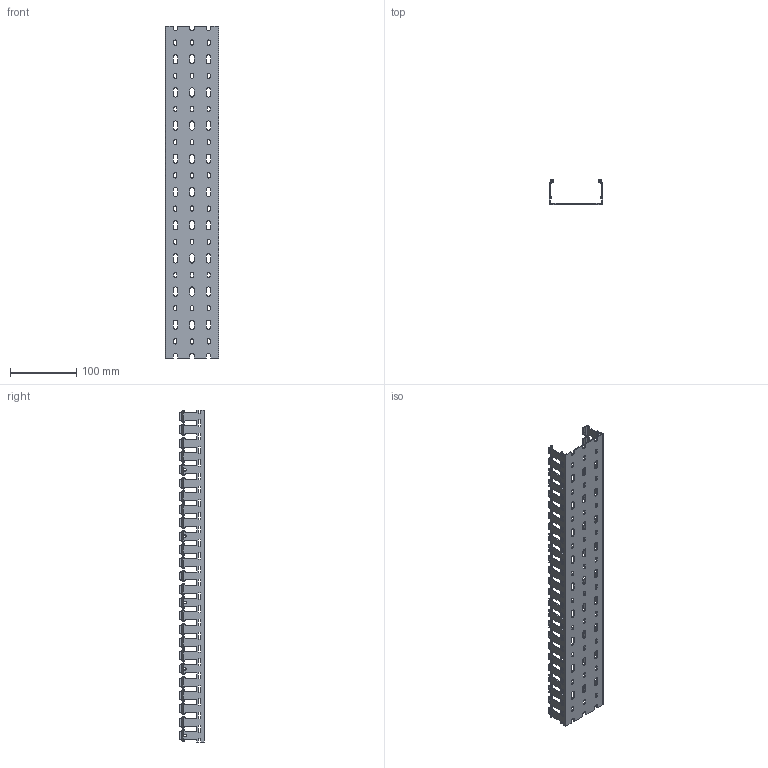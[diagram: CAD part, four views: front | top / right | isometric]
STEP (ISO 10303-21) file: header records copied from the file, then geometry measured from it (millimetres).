
FILE_DESCRIPTION (( 'STEP AP214' ), '1' );
FILE_NAME ('盷贄鍧闉鍕_RL_Corpo_T1_080x040.STEP', '2018-11-14T08:37:21', ( '' ), ( '' ), 'SwSTEP 2.0', 'SolidWorks 2016', '' );
FILE_SCHEMA (( 'AUTOMOTIVE_DESIGN' ));
Length unit declared in the file: millimetre
Products named in the file (1): 盷贄鍧闉鍕_RL_Corpo_T1_080x040
Bounding box: 80 x 37.47 x 500 mm (x, y, z)
Volume: 92008.9 mm3; surface area: 143166.3 mm2
Topology: 1 solids, 1 shells, 2104 faces, 6336 edges, 4224 vertices
Faces by surface type: cylinder 1146, plane 958
Full cylindrical faces by diameter (mm): 4 x10
Entity records: 75562 total; most frequent: CARTESIAN_POINT 19921, ORIENTED_EDGE 12632, DIRECTION 10668, EDGE_CURVE 6316, VERTEX_POINT 4214, AXIS2_PLACEMENT_3D 3577, VECTOR 3514, LINE 3514
